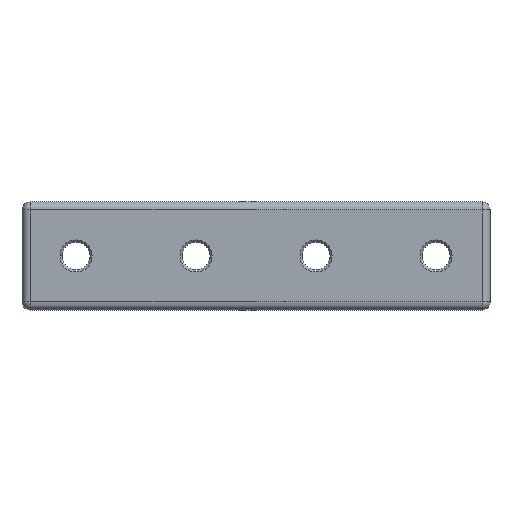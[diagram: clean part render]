
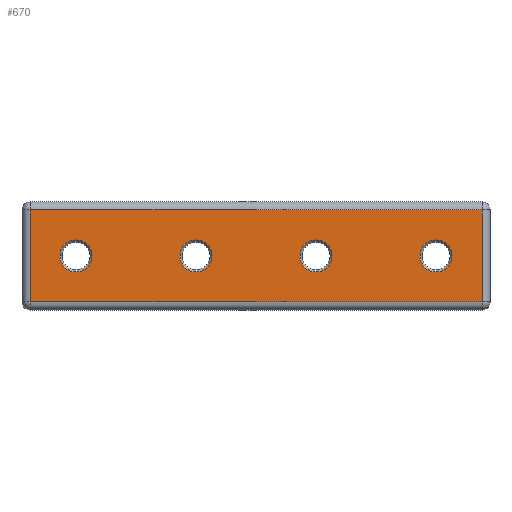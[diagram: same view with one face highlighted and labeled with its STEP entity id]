
A CAD part, top view. The second image highlights one B-rep face of the part: STEP entity #670.
In plain terms, the highlighted planar face has unit normal (0, 0, 1).
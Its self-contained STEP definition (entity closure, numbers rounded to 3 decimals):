
#11 = DIRECTION ( 'NONE',  ( 1., 0., 0. ) ) ;
#21 = DIRECTION ( 'NONE',  ( 1., 0., 0. ) ) ;
#28 = FACE_BOUND ( 'NONE', #152, .T. ) ;
#31 = CARTESIAN_POINT ( 'NONE',  ( -56.5, 11.5, 5. ) ) ;
#33 = DIRECTION ( 'NONE',  ( 1., 0., 0. ) ) ;
#57 = DIRECTION ( 'NONE',  ( 1., 0., 0. ) ) ;
#61 = AXIS2_PLACEMENT_3D ( 'NONE', #157, #1139, #417 ) ;
#76 = VERTEX_POINT ( 'NONE', #517 ) ;
#105 = DIRECTION ( 'NONE',  ( 0., 0., 1. ) ) ;
#108 = EDGE_LOOP ( 'NONE', ( #733, #698 ) ) ;
#113 = VERTEX_POINT ( 'NONE', #268 ) ;
#115 = VERTEX_POINT ( 'NONE', #1002 ) ;
#120 = EDGE_CURVE ( 'NONE', #509, #415, #445, .T. ) ;
#123 = DIRECTION ( 'NONE',  ( 1., 0., 0. ) ) ;
#124 = CIRCLE ( 'NONE', #235, 4. ) ;
#129 = VERTEX_POINT ( 'NONE', #1195 ) ;
#135 = EDGE_CURVE ( 'NONE', #207, #823, #1072, .T. ) ;
#152 = EDGE_LOOP ( 'NONE', ( #752, #1081 ) ) ;
#155 = EDGE_CURVE ( 'NONE', #486, #113, #1102, .T. ) ;
#157 = CARTESIAN_POINT ( 'NONE',  ( 15., 0., 5. ) ) ;
#161 = AXIS2_PLACEMENT_3D ( 'NONE', #844, #105, #123 ) ;
#167 = EDGE_CURVE ( 'NONE', #129, #484, #757, .T. ) ;
#168 = DIRECTION ( 'NONE',  ( 0., -1., 0. ) ) ;
#193 = DIRECTION ( 'NONE',  ( 0., 0., 1. ) ) ;
#207 = VERTEX_POINT ( 'NONE', #1170 ) ;
#208 = CARTESIAN_POINT ( 'NONE',  ( -45., 0., 5. ) ) ;
#222 = ORIENTED_EDGE ( 'NONE', *, *, #155, .T. ) ;
#224 = VERTEX_POINT ( 'NONE', #455 ) ;
#235 = AXIS2_PLACEMENT_3D ( 'NONE', #905, #826, #463 ) ;
#244 = EDGE_CURVE ( 'NONE', #115, #224, #838, .T. ) ;
#245 = CARTESIAN_POINT ( 'NONE',  ( 56.5, 11.5, 5. ) ) ;
#268 = CARTESIAN_POINT ( 'NONE',  ( -56.5, -11.5, 5. ) ) ;
#316 = ORIENTED_EDGE ( 'NONE', *, *, #135, .F. ) ;
#327 = CARTESIAN_POINT ( 'NONE',  ( -19., 0., 5. ) ) ;
#359 = DIRECTION ( 'NONE',  ( 0., 0., 1. ) ) ;
#366 = ORIENTED_EDGE ( 'NONE', *, *, #647, .F. ) ;
#384 = CARTESIAN_POINT ( 'NONE',  ( -41., 0., 5. ) ) ;
#388 = LINE ( 'NONE', #933, #665 ) ;
#394 = EDGE_CURVE ( 'NONE', #224, #115, #937, .T. ) ;
#401 = CIRCLE ( 'NONE', #898, 4. ) ;
#415 = VERTEX_POINT ( 'NONE', #967 ) ;
#417 = DIRECTION ( 'NONE',  ( 1., 0., 0. ) ) ;
#439 = CARTESIAN_POINT ( 'NONE',  ( 45., 0., 5. ) ) ;
#445 = LINE ( 'NONE', #245, #875 ) ;
#455 = CARTESIAN_POINT ( 'NONE',  ( 19., 0., 5. ) ) ;
#463 = DIRECTION ( 'NONE',  ( 1., 0., 0. ) ) ;
#470 = VECTOR ( 'NONE', #168, 1000. ) ;
#477 = PLANE ( 'NONE',  #590 ) ;
#483 = DIRECTION ( 'NONE',  ( 1., 0., 0. ) ) ;
#484 = VERTEX_POINT ( 'NONE', #689 ) ;
#486 = VERTEX_POINT ( 'NONE', #31 ) ;
#495 = FACE_BOUND ( 'NONE', #686, .T. ) ;
#497 = ORIENTED_EDGE ( 'NONE', *, *, #1033, .T. ) ;
#509 = VERTEX_POINT ( 'NONE', #637 ) ;
#511 = ORIENTED_EDGE ( 'NONE', *, *, #244, .F. ) ;
#515 = ORIENTED_EDGE ( 'NONE', *, *, #120, .T. ) ;
#517 = CARTESIAN_POINT ( 'NONE',  ( -49., 0., 5. ) ) ;
#545 = AXIS2_PLACEMENT_3D ( 'NONE', #439, #359, #1182 ) ;
#582 = FACE_BOUND ( 'NONE', #108, .T. ) ;
#590 = AXIS2_PLACEMENT_3D ( 'NONE', #674, #863, #1121 ) ;
#595 = CARTESIAN_POINT ( 'NONE',  ( 45., 0., 5. ) ) ;
#632 = EDGE_CURVE ( 'NONE', #76, #677, #124, .T. ) ;
#637 = CARTESIAN_POINT ( 'NONE',  ( 56.5, -11.5, 5. ) ) ;
#647 = EDGE_CURVE ( 'NONE', #823, #207, #777, .T. ) ;
#665 = VECTOR ( 'NONE', #33, 1000. ) ;
#670 = ADVANCED_FACE ( 'NONE', ( #582, #495, #28, #1051, #680 ), #477, .T. ) ;
#674 = CARTESIAN_POINT ( 'NONE',  ( -56.5, 11.5, 5. ) ) ;
#675 = EDGE_CURVE ( 'NONE', #677, #76, #796, .T. ) ;
#677 = VERTEX_POINT ( 'NONE', #384 ) ;
#680 = FACE_OUTER_BOUND ( 'NONE', #903, .T. ) ;
#686 = EDGE_LOOP ( 'NONE', ( #316, #366 ) ) ;
#689 = CARTESIAN_POINT ( 'NONE',  ( 49., 0., 5. ) ) ;
#698 = ORIENTED_EDGE ( 'NONE', *, *, #632, .F. ) ;
#707 = DIRECTION ( 'NONE',  ( 0., 0., 1. ) ) ;
#713 = CARTESIAN_POINT ( 'NONE',  ( -56.5, 11.5, 5. ) ) ;
#723 = VECTOR ( 'NONE', #1092, 1000. ) ;
#726 = EDGE_CURVE ( 'NONE', #484, #129, #401, .T. ) ;
#733 = ORIENTED_EDGE ( 'NONE', *, *, #675, .F. ) ;
#734 = LINE ( 'NONE', #713, #723 ) ;
#752 = ORIENTED_EDGE ( 'NONE', *, *, #726, .F. ) ;
#757 = CIRCLE ( 'NONE', #545, 4. ) ;
#777 = CIRCLE ( 'NONE', #161, 4. ) ;
#796 = CIRCLE ( 'NONE', #1097, 4. ) ;
#814 = CARTESIAN_POINT ( 'NONE',  ( -15., 0., 5. ) ) ;
#823 = VERTEX_POINT ( 'NONE', #327 ) ;
#826 = DIRECTION ( 'NONE',  ( 0., 0., 1. ) ) ;
#832 = DIRECTION ( 'NONE',  ( 0., 0., 1. ) ) ;
#835 = AXIS2_PLACEMENT_3D ( 'NONE', #814, #707, #57 ) ;
#838 = CIRCLE ( 'NONE', #1188, 4. ) ;
#844 = CARTESIAN_POINT ( 'NONE',  ( -15., 0., 5. ) ) ;
#863 = DIRECTION ( 'NONE',  ( 0., 0., 1. ) ) ;
#875 = VECTOR ( 'NONE', #1096, 1000. ) ;
#898 = AXIS2_PLACEMENT_3D ( 'NONE', #595, #193, #21 ) ;
#903 = EDGE_LOOP ( 'NONE', ( #497, #222, #1142, #515 ) ) ;
#905 = CARTESIAN_POINT ( 'NONE',  ( -45., 0., 5. ) ) ;
#933 = CARTESIAN_POINT ( 'NONE',  ( 56.5, -11.5, 5. ) ) ;
#937 = CIRCLE ( 'NONE', #61, 4. ) ;
#967 = CARTESIAN_POINT ( 'NONE',  ( 56.5, 11.5, 5. ) ) ;
#1002 = CARTESIAN_POINT ( 'NONE',  ( 11., 0., 5. ) ) ;
#1006 = CARTESIAN_POINT ( 'NONE',  ( -56.5, -11.5, 5. ) ) ;
#1007 = EDGE_LOOP ( 'NONE', ( #1085, #511 ) ) ;
#1026 = DIRECTION ( 'NONE',  ( 0., 0., 1. ) ) ;
#1033 = EDGE_CURVE ( 'NONE', #415, #486, #734, .T. ) ;
#1051 = FACE_BOUND ( 'NONE', #1007, .T. ) ;
#1072 = CIRCLE ( 'NONE', #835, 4. ) ;
#1081 = ORIENTED_EDGE ( 'NONE', *, *, #167, .F. ) ;
#1085 = ORIENTED_EDGE ( 'NONE', *, *, #394, .F. ) ;
#1090 = EDGE_CURVE ( 'NONE', #113, #509, #388, .T. ) ;
#1092 = DIRECTION ( 'NONE',  ( -1., 0., 0. ) ) ;
#1096 = DIRECTION ( 'NONE',  ( 0., 1., 0. ) ) ;
#1097 = AXIS2_PLACEMENT_3D ( 'NONE', #208, #1026, #11 ) ;
#1102 = LINE ( 'NONE', #1006, #470 ) ;
#1107 = CARTESIAN_POINT ( 'NONE',  ( 15., 0., 5. ) ) ;
#1121 = DIRECTION ( 'NONE',  ( 1., 0., 0. ) ) ;
#1139 = DIRECTION ( 'NONE',  ( 0., 0., 1. ) ) ;
#1142 = ORIENTED_EDGE ( 'NONE', *, *, #1090, .T. ) ;
#1170 = CARTESIAN_POINT ( 'NONE',  ( -11., 0., 5. ) ) ;
#1182 = DIRECTION ( 'NONE',  ( 1., 0., 0. ) ) ;
#1188 = AXIS2_PLACEMENT_3D ( 'NONE', #1107, #832, #483 ) ;
#1195 = CARTESIAN_POINT ( 'NONE',  ( 41., 0., 5. ) ) ;
